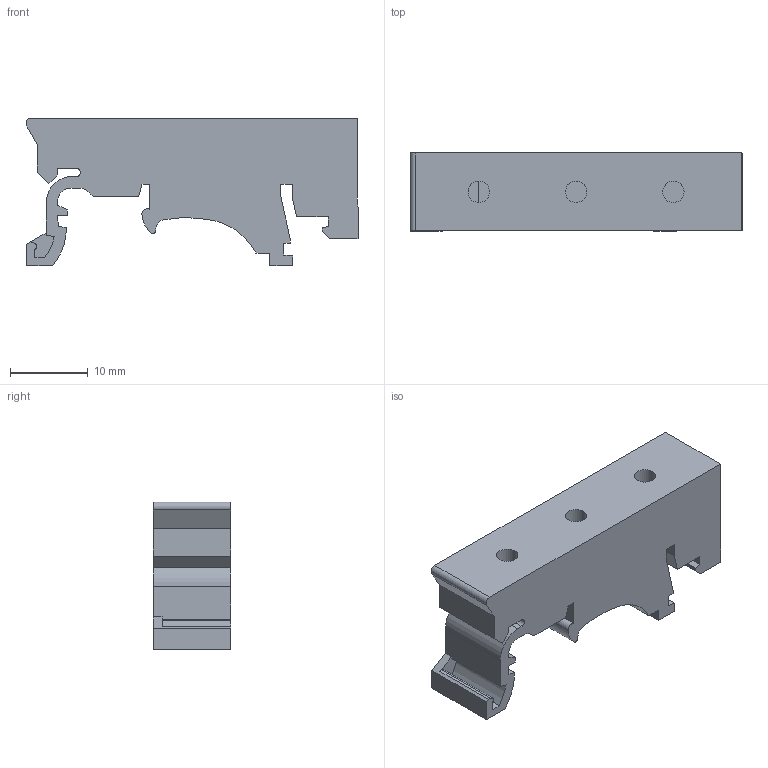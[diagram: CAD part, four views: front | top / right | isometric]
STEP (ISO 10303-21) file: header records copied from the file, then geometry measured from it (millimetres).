
FILE_DESCRIPTION(/* description */ ('FreeCAD Model'),/* implementation_level */ '2;1');
FILE_NAME(/* name */ 'DINRailAdapter_PhoenixContact_1201578.step',/* time_stamp */ '2018-10-26T17:09:22-04:00',/* author */ ('huesof'),/* organization */ (''),/* preprocessor_version */ 'ST-DEVELOPER v17.2',/* originating_system */ 'Autodesk Inventor 2019',/* authorisation */ 'Unknown');
FILE_SCHEMA (('AUTOMOTIVE_DESIGN { 1 0 10303 214 3 1 1 }'));
Length unit declared in the file: millimetre
Products named in the file (1): DINRailAdapter_PhoenixContact_1201578
Bounding box: 42.69 x 10 x 19 mm (x, y, z)
Volume: 5268.8 mm3; surface area: 3128.3 mm2
Topology: 1 solids, 1 shells, 75 faces, 215 edges, 145 vertices
Faces by surface type: plane 57, cylinder 18
Full cylindrical faces by diameter (mm): 2.75 x3
Entity records: 2502 total; most frequent: CARTESIAN_POINT 436, ORIENTED_EDGE 430, DIRECTION 410, EDGE_CURVE 215, LINE 172, VECTOR 172, VERTEX_POINT 145, AXIS2_PLACEMENT_3D 119
